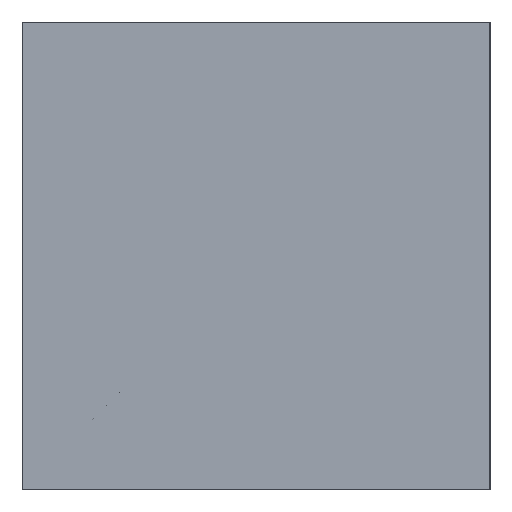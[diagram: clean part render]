
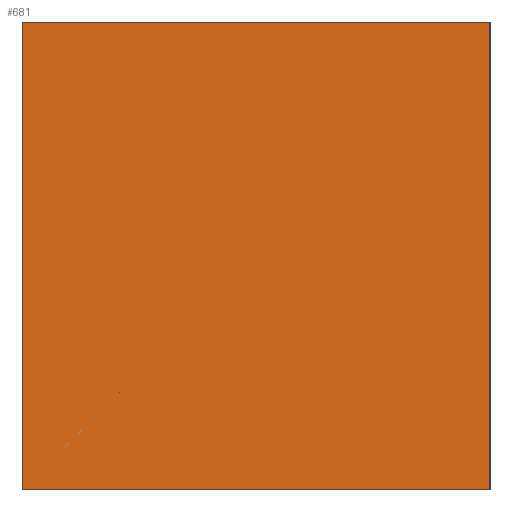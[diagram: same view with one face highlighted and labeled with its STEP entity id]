
A CAD part, left-side view. The second image highlights one B-rep face of the part: STEP entity #681.
In plain terms, the highlighted planar face has unit normal (-1, 0, 0).
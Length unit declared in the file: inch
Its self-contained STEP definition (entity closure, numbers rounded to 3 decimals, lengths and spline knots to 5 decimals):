
#18 = VERTEX_POINT ( 'NONE', #503 ) ;
#22 = VECTOR ( 'NONE', #645, 39.37008 ) ;
#35 = ORIENTED_EDGE ( 'NONE', *, *, #570, .T. ) ;
#44 = VECTOR ( 'NONE', #367, 39.37008 ) ;
#137 = CARTESIAN_POINT ( 'NONE',  ( -1.25, 0., 0.375 ) ) ;
#265 = CARTESIAN_POINT ( 'NONE',  ( -1.25, 0.75, 0.375 ) ) ;
#276 = CARTESIAN_POINT ( 'NONE',  ( -1.25, 0., 0.375 ) ) ;
#285 = EDGE_LOOP ( 'NONE', ( #35, #366, #625, #561 ) ) ;
#289 = DIRECTION ( 'NONE',  ( 0., -1., 0. ) ) ;
#319 = EDGE_CURVE ( 'NONE', #659, #797, #369, .T. ) ;
#366 = ORIENTED_EDGE ( 'NONE', *, *, #319, .F. ) ;
#367 = DIRECTION ( 'NONE',  ( 0., 0., 1. ) ) ;
#369 = LINE ( 'NONE', #650, #22 ) ;
#384 = DIRECTION ( 'NONE',  ( 0., 0., 1. ) ) ;
#460 = CARTESIAN_POINT ( 'NONE',  ( -1.25, 0., -0.375 ) ) ;
#463 = CARTESIAN_POINT ( 'NONE',  ( -1.25, 0.75, 0.375 ) ) ;
#497 = EDGE_CURVE ( 'NONE', #18, #659, #594, .T. ) ;
#503 = CARTESIAN_POINT ( 'NONE',  ( -1.25, 0.75, -0.375 ) ) ;
#539 = AXIS2_PLACEMENT_3D ( 'NONE', #780, #784, #785 ) ;
#544 = VERTEX_POINT ( 'NONE', #460 ) ;
#561 = ORIENTED_EDGE ( 'NONE', *, *, #571, .T. ) ;
#570 = EDGE_CURVE ( 'NONE', #544, #797, #586, .T. ) ;
#571 = EDGE_CURVE ( 'NONE', #18, #544, #597, .T. ) ;
#586 = LINE ( 'NONE', #276, #44 ) ;
#587 = FACE_OUTER_BOUND ( 'NONE', #285, .T. ) ;
#594 = LINE ( 'NONE', #463, #600 ) ;
#597 = LINE ( 'NONE', #622, #610 ) ;
#600 = VECTOR ( 'NONE', #384, 39.37008 ) ;
#610 = VECTOR ( 'NONE', #289, 39.37008 ) ;
#622 = CARTESIAN_POINT ( 'NONE',  ( -1.25, 0.75, -0.375 ) ) ;
#625 = ORIENTED_EDGE ( 'NONE', *, *, #497, .F. ) ;
#645 = DIRECTION ( 'NONE',  ( 0., -1., 0. ) ) ;
#650 = CARTESIAN_POINT ( 'NONE',  ( -1.25, 0.75, 0.375 ) ) ;
#659 = VERTEX_POINT ( 'NONE', #265 ) ;
#681 = ADVANCED_FACE ( 'NONE', ( #587 ), #776, .F. ) ;
#776 = PLANE ( 'NONE',  #539 ) ;
#780 = CARTESIAN_POINT ( 'NONE',  ( -1.25, 0.75, 0.375 ) ) ;
#784 = DIRECTION ( 'NONE',  ( 1., 0., 0. ) ) ;
#785 = DIRECTION ( 'NONE',  ( 0., 0., -1. ) ) ;
#797 = VERTEX_POINT ( 'NONE', #137 ) ;
